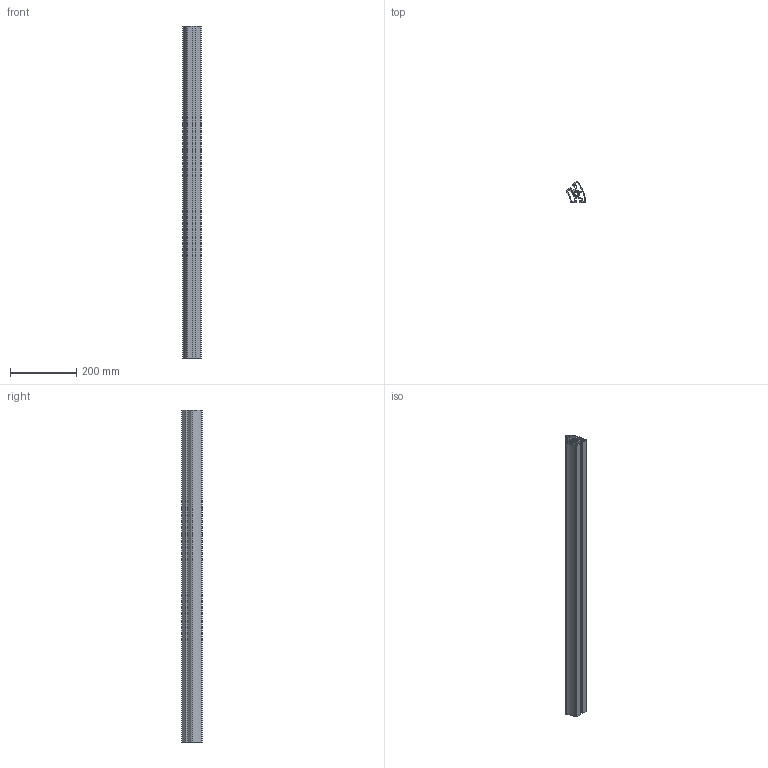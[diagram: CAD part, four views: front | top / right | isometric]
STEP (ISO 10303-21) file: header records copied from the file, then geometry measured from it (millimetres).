
FILE_DESCRIPTION(/* description */ ('KriTec Profil 10 45x45°'),/* implementation_level */ '2;1');
FILE_NAME(/* name */ '80053_KriTec_Profil_10_45x45GRAD.stp',/* time_stamp */ '2022-09-16T10:50:52+02:00',/* author */ ('jendrek'),/* organization */ (''),/* preprocessor_version */ 'ST-DEVELOPER v17',/* originating_system */ 'Autodesk Inventor 2018',/* authorisation */ '');
FILE_SCHEMA (('AUTOMOTIVE_DESIGN { 1 0 10303 214 3 1 1 }'));
Length unit declared in the file: millimetre
Products named in the file (1): 80053 -1000
Bounding box: 56.95 x 62.36 x 1000 mm (x, y, z)
Volume: 751560.9 mm3; surface area: 673668.1 mm2
Topology: 1 solids, 1 shells, 108 faces, 318 edges, 212 vertices
Faces by surface type: plane 76, cylinder 32
Entity records: 3641 total; most frequent: CARTESIAN_POINT 639, ORIENTED_EDGE 636, DIRECTION 600, EDGE_CURVE 318, LINE 254, VECTOR 254, VERTEX_POINT 212, AXIS2_PLACEMENT_3D 173
